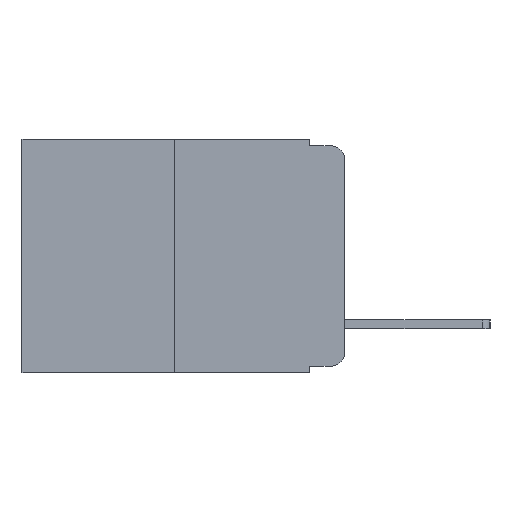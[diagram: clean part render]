
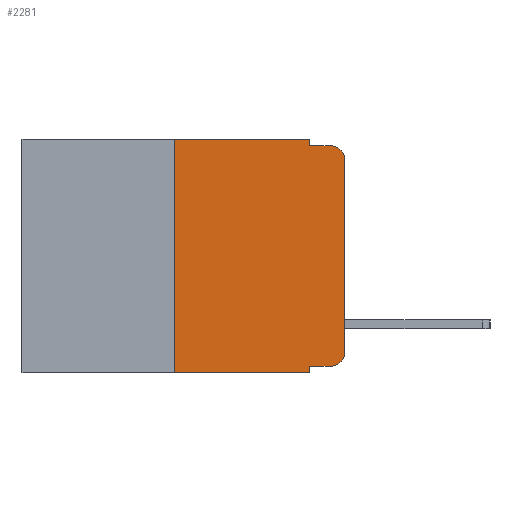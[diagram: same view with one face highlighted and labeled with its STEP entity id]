
A CAD part, left-side view. The second image highlights one B-rep face of the part: STEP entity #2281.
In plain terms, the highlighted planar face has unit normal (-1, 0, 0).
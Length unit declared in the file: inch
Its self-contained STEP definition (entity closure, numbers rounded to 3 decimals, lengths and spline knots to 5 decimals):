
#44 = VERTEX_POINT ( 'NONE', #4614 ) ;
#334 = CIRCLE ( 'NONE', #11117, 0.02 ) ;
#616 = CARTESIAN_POINT ( 'NONE',  ( 0., 0.051, 0. ) ) ;
#688 = ORIENTED_EDGE ( 'NONE', *, *, #10298, .T. ) ;
#1044 = VECTOR ( 'NONE', #14546, 39.37008 ) ;
#1210 = CARTESIAN_POINT ( 'NONE',  ( 0., 0.473, 0. ) ) ;
#1282 = EDGE_CURVE ( 'NONE', #9153, #14942, #1715, .T. ) ;
#1330 = ORIENTED_EDGE ( 'NONE', *, *, #5202, .F. ) ;
#1411 = LINE ( 'NONE', #616, #11396 ) ;
#1497 = DIRECTION ( 'NONE',  ( 0., 0., 1. ) ) ;
#1715 = LINE ( 'NONE', #7820, #11657 ) ;
#1942 = EDGE_CURVE ( 'NONE', #14942, #44, #13636, .T. ) ;
#2281 = ADVANCED_FACE ( 'NONE', ( #7273 ), #5524, .F. ) ;
#2293 = DIRECTION ( 'NONE',  ( 0., 0., -1. ) ) ;
#2670 = ORIENTED_EDGE ( 'NONE', *, *, #15772, .T. ) ;
#2907 = LINE ( 'NONE', #13795, #12728 ) ;
#3179 = VERTEX_POINT ( 'NONE', #7845 ) ;
#3402 = EDGE_CURVE ( 'NONE', #5624, #9829, #334, .T. ) ;
#3562 = VERTEX_POINT ( 'NONE', #15737 ) ;
#4085 = LINE ( 'NONE', #6674, #10544 ) ;
#4614 = CARTESIAN_POINT ( 'NONE',  ( 0., 0.051, 0. ) ) ;
#4632 = LINE ( 'NONE', #14489, #1044 ) ;
#4717 = VECTOR ( 'NONE', #5306, 39.37008 ) ;
#4736 = LINE ( 'NONE', #9476, #7377 ) ;
#4949 = DIRECTION ( 'NONE',  ( -1., 0., 0. ) ) ;
#5202 = EDGE_CURVE ( 'NONE', #3179, #9829, #4736, .T. ) ;
#5273 = ORIENTED_EDGE ( 'NONE', *, *, #11256, .F. ) ;
#5306 = DIRECTION ( 'NONE',  ( 0., -1., 0. ) ) ;
#5455 = VERTEX_POINT ( 'NONE', #10645 ) ;
#5524 = PLANE ( 'NONE',  #8113 ) ;
#5624 = VERTEX_POINT ( 'NONE', #15943 ) ;
#5997 = EDGE_CURVE ( 'NONE', #3562, #5624, #4085, .T. ) ;
#6674 = CARTESIAN_POINT ( 'NONE',  ( 0., 0., 0. ) ) ;
#7066 = DIRECTION ( 'NONE',  ( 0., 0., -1. ) ) ;
#7273 = FACE_OUTER_BOUND ( 'NONE', #11544, .T. ) ;
#7377 = VECTOR ( 'NONE', #10130, 39.37008 ) ;
#7445 = CARTESIAN_POINT ( 'NONE',  ( 0., 0.02, -0.03 ) ) ;
#7535 = ORIENTED_EDGE ( 'NONE', *, *, #5997, .T. ) ;
#7820 = CARTESIAN_POINT ( 'NONE',  ( 0., 0.25, 0. ) ) ;
#7845 = CARTESIAN_POINT ( 'NONE',  ( 0., 0.051, -0.01 ) ) ;
#8113 = AXIS2_PLACEMENT_3D ( 'NONE', #1210, #10621, #2293 ) ;
#8147 = CARTESIAN_POINT ( 'NONE',  ( 0., 0.02, -0.333 ) ) ;
#8857 = AXIS2_PLACEMENT_3D ( 'NONE', #12632, #4949, #13873 ) ;
#8951 = EDGE_CURVE ( 'NONE', #16535, #5455, #4632, .T. ) ;
#9153 = VERTEX_POINT ( 'NONE', #13706 ) ;
#9476 = CARTESIAN_POINT ( 'NONE',  ( 0., 0.051, -0.01 ) ) ;
#9556 = ORIENTED_EDGE ( 'NONE', *, *, #8951, .F. ) ;
#9829 = VERTEX_POINT ( 'NONE', #16434 ) ;
#10130 = DIRECTION ( 'NONE',  ( 0., -1., 0. ) ) ;
#10298 = EDGE_CURVE ( 'NONE', #13255, #3562, #13019, .T. ) ;
#10544 = VECTOR ( 'NONE', #10571, 39.37008 ) ;
#10571 = DIRECTION ( 'NONE',  ( 0., 0., 1. ) ) ;
#10621 = DIRECTION ( 'NONE',  ( 1., 0., 0. ) ) ;
#10645 = CARTESIAN_POINT ( 'NONE',  ( 0., 0.051, -0.343 ) ) ;
#11117 = AXIS2_PLACEMENT_3D ( 'NONE', #7445, #16003, #7066 ) ;
#11142 = CARTESIAN_POINT ( 'NONE',  ( 0., 0.25, 0. ) ) ;
#11256 = EDGE_CURVE ( 'NONE', #44, #3179, #1411, .T. ) ;
#11396 = VECTOR ( 'NONE', #14851, 39.37008 ) ;
#11544 = EDGE_LOOP ( 'NONE', ( #7535, #14268, #1330, #5273, #12128, #15457, #2670, #9556, #13314, #688 ) ) ;
#11657 = VECTOR ( 'NONE', #1497, 39.37008 ) ;
#12128 = ORIENTED_EDGE ( 'NONE', *, *, #1942, .F. ) ;
#12267 = DIRECTION ( 'NONE',  ( 0., -1., 0. ) ) ;
#12339 = CARTESIAN_POINT ( 'NONE',  ( 0., 0.473, 0. ) ) ;
#12632 = CARTESIAN_POINT ( 'NONE',  ( 0., 0.02, -0.313 ) ) ;
#12728 = VECTOR ( 'NONE', #15012, 39.37008 ) ;
#12841 = EDGE_CURVE ( 'NONE', #16535, #13255, #2907, .T. ) ;
#13005 = CARTESIAN_POINT ( 'NONE',  ( 0., 0.473, -0.343 ) ) ;
#13019 = CIRCLE ( 'NONE', #8857, 0.02 ) ;
#13255 = VERTEX_POINT ( 'NONE', #8147 ) ;
#13314 = ORIENTED_EDGE ( 'NONE', *, *, #12841, .T. ) ;
#13636 = LINE ( 'NONE', #12339, #14026 ) ;
#13706 = CARTESIAN_POINT ( 'NONE',  ( 0., 0.25, -0.343 ) ) ;
#13795 = CARTESIAN_POINT ( 'NONE',  ( 0., 0.051, -0.333 ) ) ;
#13873 = DIRECTION ( 'NONE',  ( 0., 0., -1. ) ) ;
#14026 = VECTOR ( 'NONE', #12267, 39.37008 ) ;
#14268 = ORIENTED_EDGE ( 'NONE', *, *, #3402, .T. ) ;
#14288 = CARTESIAN_POINT ( 'NONE',  ( 0., 0.051, -0.333 ) ) ;
#14489 = CARTESIAN_POINT ( 'NONE',  ( 0., 0.051, 0. ) ) ;
#14492 = LINE ( 'NONE', #13005, #4717 ) ;
#14546 = DIRECTION ( 'NONE',  ( 0., 0., -1. ) ) ;
#14851 = DIRECTION ( 'NONE',  ( 0., 0., -1. ) ) ;
#14942 = VERTEX_POINT ( 'NONE', #11142 ) ;
#15012 = DIRECTION ( 'NONE',  ( 0., -1., 0. ) ) ;
#15457 = ORIENTED_EDGE ( 'NONE', *, *, #1282, .F. ) ;
#15737 = CARTESIAN_POINT ( 'NONE',  ( 0., 0., -0.313 ) ) ;
#15772 = EDGE_CURVE ( 'NONE', #9153, #5455, #14492, .T. ) ;
#15943 = CARTESIAN_POINT ( 'NONE',  ( 0., 0., -0.03 ) ) ;
#16003 = DIRECTION ( 'NONE',  ( -1., 0., 0. ) ) ;
#16434 = CARTESIAN_POINT ( 'NONE',  ( 0., 0.02, -0.01 ) ) ;
#16535 = VERTEX_POINT ( 'NONE', #14288 ) ;
